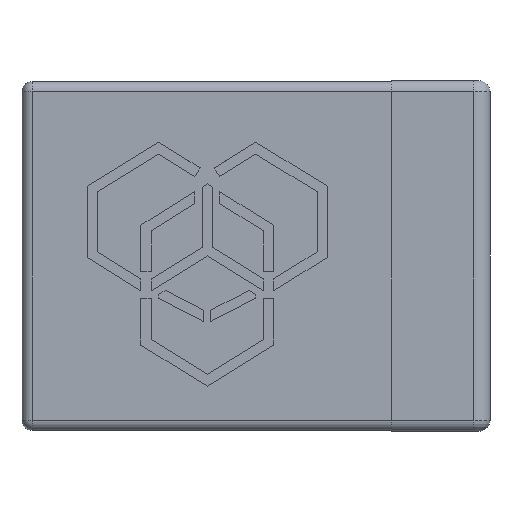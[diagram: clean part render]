
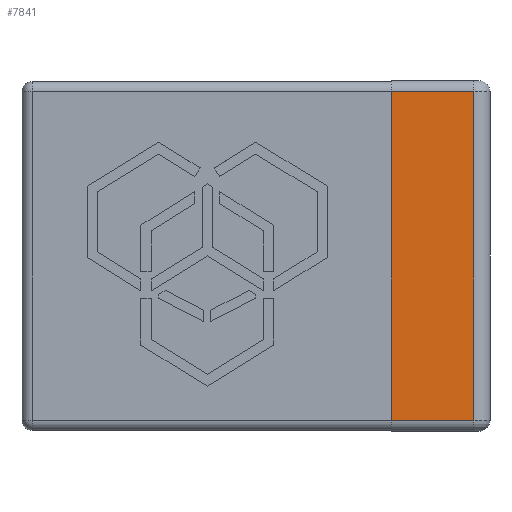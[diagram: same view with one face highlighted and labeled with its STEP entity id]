
A CAD part, top view. The second image highlights one B-rep face of the part: STEP entity #7841.
In plain terms, the highlighted planar face has unit normal (0, 0, 1).
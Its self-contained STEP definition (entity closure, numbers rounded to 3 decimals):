
#1106 = PLANE('',#1107);
#1107 = AXIS2_PLACEMENT_3D('',#1108,#1109,#1110);
#1108 = CARTESIAN_POINT('',(13.2,16.,7.5));
#1109 = DIRECTION('',(-1.,0.,0.));
#1110 = DIRECTION('',(0.,1.,0.));
#3722 = VERTEX_POINT('',#3723);
#3723 = CARTESIAN_POINT('',(13.2,-16.,9.6));
#3738 = CYLINDRICAL_SURFACE('',#3739,1.1);
#3739 = AXIS2_PLACEMENT_3D('',#3740,#3741,#3742);
#3740 = CARTESIAN_POINT('',(21.2,-16.,8.5));
#3741 = DIRECTION('',(-1.,0.,0.));
#3742 = DIRECTION('',(0.,1.,0.));
#3772 = EDGE_CURVE('',#3722,#3773,#3775,.T.);
#3773 = VERTEX_POINT('',#3774);
#3774 = CARTESIAN_POINT('',(13.2,16.,9.6));
#3775 = SURFACE_CURVE('',#3776,(#3780,#3787),.PCURVE_S1.);
#3776 = LINE('',#3777,#3778);
#3777 = CARTESIAN_POINT('',(13.2,-16.,9.6));
#3778 = VECTOR('',#3779,1.);
#3779 = DIRECTION('',(0.,1.,0.));
#3780 = PCURVE('',#1106,#3781);
#3781 = DEFINITIONAL_REPRESENTATION('',(#3782),#3786);
#3782 = LINE('',#3783,#3784);
#3783 = CARTESIAN_POINT('',(-32.,-2.1));
#3784 = VECTOR('',#3785,1.);
#3785 = DIRECTION('',(1.,0.));
#3786 = ( GEOMETRIC_REPRESENTATION_CONTEXT(2) 
PARAMETRIC_REPRESENTATION_CONTEXT() REPRESENTATION_CONTEXT('2D SPACE',''
  ) );
#3787 = PCURVE('',#3788,#3793);
#3788 = PLANE('',#3789);
#3789 = AXIS2_PLACEMENT_3D('',#3790,#3791,#3792);
#3790 = CARTESIAN_POINT('',(21.2,-16.,9.6));
#3791 = DIRECTION('',(0.,0.,1.));
#3792 = DIRECTION('',(0.,1.,0.));
#3793 = DEFINITIONAL_REPRESENTATION('',(#3794),#3798);
#3794 = LINE('',#3795,#3796);
#3795 = CARTESIAN_POINT('',(0.,8.));
#3796 = VECTOR('',#3797,1.);
#3797 = DIRECTION('',(1.,0.));
#3798 = ( GEOMETRIC_REPRESENTATION_CONTEXT(2) 
PARAMETRIC_REPRESENTATION_CONTEXT() REPRESENTATION_CONTEXT('2D SPACE',''
  ) );
#3817 = CYLINDRICAL_SURFACE('',#3818,1.1);
#3818 = AXIS2_PLACEMENT_3D('',#3819,#3820,#3821);
#3819 = CARTESIAN_POINT('',(21.2,16.,8.5));
#3820 = DIRECTION('',(-1.,0.,0.));
#3821 = DIRECTION('',(0.,1.,0.));
#7467 = CYLINDRICAL_SURFACE('',#7468,1.6);
#7468 = AXIS2_PLACEMENT_3D('',#7469,#7470,#7471);
#7469 = CARTESIAN_POINT('',(21.2,17.1,8.));
#7470 = DIRECTION('',(0.,-1.,0.));
#7471 = DIRECTION('',(-1.,0.,0.));
#7526 = EDGE_CURVE('',#7527,#3773,#7529,.T.);
#7527 = VERTEX_POINT('',#7528);
#7528 = CARTESIAN_POINT('',(21.2,16.,9.6));
#7529 = SURFACE_CURVE('',#7530,(#7534,#7563),.PCURVE_S1.);
#7530 = LINE('',#7531,#7532);
#7531 = CARTESIAN_POINT('',(21.2,16.,9.6));
#7532 = VECTOR('',#7533,1.);
#7533 = DIRECTION('',(-1.,0.,0.));
#7534 = PCURVE('',#3817,#7535);
#7535 = DEFINITIONAL_REPRESENTATION('',(#7536),#7562);
#7536 = B_SPLINE_CURVE_WITH_KNOTS('',3,(#7537,#7538,#7539,#7540,#7541,
    #7542,#7543,#7544,#7545,#7546,#7547,#7548,#7549,#7550,#7551,#7552,
    #7553,#7554,#7555,#7556,#7557,#7558,#7559,#7560,#7561),
  .UNSPECIFIED.,.F.,.F.,(4,1,1,1,1,1,1,1,1,1,1,1,1,1,1,1,1,1,1,1,1,1,4),
  (0.,0.364,0.727,1.091,1.455,
    1.818,2.182,2.545,2.909,
    3.273,3.636,4.,4.364,4.727,
    5.091,5.455,5.818,6.182,
    6.545,6.909,7.273,7.636,8.),
  .UNSPECIFIED.);
#7537 = CARTESIAN_POINT('',(4.712,0.));
#7538 = CARTESIAN_POINT('',(4.712,0.121));
#7539 = CARTESIAN_POINT('',(4.712,0.364));
#7540 = CARTESIAN_POINT('',(4.712,0.727));
#7541 = CARTESIAN_POINT('',(4.712,1.091));
#7542 = CARTESIAN_POINT('',(4.712,1.455));
#7543 = CARTESIAN_POINT('',(4.712,1.818));
#7544 = CARTESIAN_POINT('',(4.712,2.182));
#7545 = CARTESIAN_POINT('',(4.712,2.545));
#7546 = CARTESIAN_POINT('',(4.712,2.909));
#7547 = CARTESIAN_POINT('',(4.712,3.273));
#7548 = CARTESIAN_POINT('',(4.712,3.636));
#7549 = CARTESIAN_POINT('',(4.712,4.));
#7550 = CARTESIAN_POINT('',(4.712,4.364));
#7551 = CARTESIAN_POINT('',(4.712,4.727));
#7552 = CARTESIAN_POINT('',(4.712,5.091));
#7553 = CARTESIAN_POINT('',(4.712,5.455));
#7554 = CARTESIAN_POINT('',(4.712,5.818));
#7555 = CARTESIAN_POINT('',(4.712,6.182));
#7556 = CARTESIAN_POINT('',(4.712,6.545));
#7557 = CARTESIAN_POINT('',(4.712,6.909));
#7558 = CARTESIAN_POINT('',(4.712,7.273));
#7559 = CARTESIAN_POINT('',(4.712,7.636));
#7560 = CARTESIAN_POINT('',(4.712,7.879));
#7561 = CARTESIAN_POINT('',(4.712,8.));
#7562 = ( GEOMETRIC_REPRESENTATION_CONTEXT(2) 
PARAMETRIC_REPRESENTATION_CONTEXT() REPRESENTATION_CONTEXT('2D SPACE',''
  ) );
#7563 = PCURVE('',#3788,#7564);
#7564 = DEFINITIONAL_REPRESENTATION('',(#7565),#7569);
#7565 = LINE('',#7566,#7567);
#7566 = CARTESIAN_POINT('',(32.,0.));
#7567 = VECTOR('',#7568,1.);
#7568 = DIRECTION('',(0.,1.));
#7569 = ( GEOMETRIC_REPRESENTATION_CONTEXT(2) 
PARAMETRIC_REPRESENTATION_CONTEXT() REPRESENTATION_CONTEXT('2D SPACE',''
  ) );
#7841 = ADVANCED_FACE('',(#7842),#3788,.T.);
#7842 = FACE_BOUND('',#7843,.T.);
#7843 = EDGE_LOOP('',(#7844,#7845,#7890,#7911));
#7844 = ORIENTED_EDGE('',*,*,#3772,.F.);
#7845 = ORIENTED_EDGE('',*,*,#7846,.F.);
#7846 = EDGE_CURVE('',#7847,#3722,#7849,.T.);
#7847 = VERTEX_POINT('',#7848);
#7848 = CARTESIAN_POINT('',(21.2,-16.,9.6));
#7849 = SURFACE_CURVE('',#7850,(#7854,#7861),.PCURVE_S1.);
#7850 = LINE('',#7851,#7852);
#7851 = CARTESIAN_POINT('',(21.2,-16.,9.6));
#7852 = VECTOR('',#7853,1.);
#7853 = DIRECTION('',(-1.,0.,0.));
#7854 = PCURVE('',#3788,#7855);
#7855 = DEFINITIONAL_REPRESENTATION('',(#7856),#7860);
#7856 = LINE('',#7857,#7858);
#7857 = CARTESIAN_POINT('',(0.,0.));
#7858 = VECTOR('',#7859,1.);
#7859 = DIRECTION('',(0.,1.));
#7860 = ( GEOMETRIC_REPRESENTATION_CONTEXT(2) 
PARAMETRIC_REPRESENTATION_CONTEXT() REPRESENTATION_CONTEXT('2D SPACE',''
  ) );
#7861 = PCURVE('',#3738,#7862);
#7862 = DEFINITIONAL_REPRESENTATION('',(#7863),#7889);
#7863 = B_SPLINE_CURVE_WITH_KNOTS('',3,(#7864,#7865,#7866,#7867,#7868,
    #7869,#7870,#7871,#7872,#7873,#7874,#7875,#7876,#7877,#7878,#7879,
    #7880,#7881,#7882,#7883,#7884,#7885,#7886,#7887,#7888),
  .UNSPECIFIED.,.F.,.F.,(4,1,1,1,1,1,1,1,1,1,1,1,1,1,1,1,1,1,1,1,1,1,4),
  (0.,0.364,0.727,1.091,1.455,
    1.818,2.182,2.545,2.909,
    3.273,3.636,4.,4.364,4.727,
    5.091,5.455,5.818,6.182,
    6.545,6.909,7.273,7.636,8.),
  .UNSPECIFIED.);
#7864 = CARTESIAN_POINT('',(4.712,0.));
#7865 = CARTESIAN_POINT('',(4.712,0.121));
#7866 = CARTESIAN_POINT('',(4.712,0.364));
#7867 = CARTESIAN_POINT('',(4.712,0.727));
#7868 = CARTESIAN_POINT('',(4.712,1.091));
#7869 = CARTESIAN_POINT('',(4.712,1.455));
#7870 = CARTESIAN_POINT('',(4.712,1.818));
#7871 = CARTESIAN_POINT('',(4.712,2.182));
#7872 = CARTESIAN_POINT('',(4.712,2.545));
#7873 = CARTESIAN_POINT('',(4.712,2.909));
#7874 = CARTESIAN_POINT('',(4.712,3.273));
#7875 = CARTESIAN_POINT('',(4.712,3.636));
#7876 = CARTESIAN_POINT('',(4.712,4.));
#7877 = CARTESIAN_POINT('',(4.712,4.364));
#7878 = CARTESIAN_POINT('',(4.712,4.727));
#7879 = CARTESIAN_POINT('',(4.712,5.091));
#7880 = CARTESIAN_POINT('',(4.712,5.455));
#7881 = CARTESIAN_POINT('',(4.712,5.818));
#7882 = CARTESIAN_POINT('',(4.712,6.182));
#7883 = CARTESIAN_POINT('',(4.712,6.545));
#7884 = CARTESIAN_POINT('',(4.712,6.909));
#7885 = CARTESIAN_POINT('',(4.712,7.273));
#7886 = CARTESIAN_POINT('',(4.712,7.636));
#7887 = CARTESIAN_POINT('',(4.712,7.879));
#7888 = CARTESIAN_POINT('',(4.712,8.));
#7889 = ( GEOMETRIC_REPRESENTATION_CONTEXT(2) 
PARAMETRIC_REPRESENTATION_CONTEXT() REPRESENTATION_CONTEXT('2D SPACE',''
  ) );
#7890 = ORIENTED_EDGE('',*,*,#7891,.T.);
#7891 = EDGE_CURVE('',#7847,#7527,#7892,.T.);
#7892 = SURFACE_CURVE('',#7893,(#7897,#7904),.PCURVE_S1.);
#7893 = LINE('',#7894,#7895);
#7894 = CARTESIAN_POINT('',(21.2,-16.,9.6));
#7895 = VECTOR('',#7896,1.);
#7896 = DIRECTION('',(0.,1.,0.));
#7897 = PCURVE('',#3788,#7898);
#7898 = DEFINITIONAL_REPRESENTATION('',(#7899),#7903);
#7899 = LINE('',#7900,#7901);
#7900 = CARTESIAN_POINT('',(0.,0.));
#7901 = VECTOR('',#7902,1.);
#7902 = DIRECTION('',(1.,0.));
#7903 = ( GEOMETRIC_REPRESENTATION_CONTEXT(2) 
PARAMETRIC_REPRESENTATION_CONTEXT() REPRESENTATION_CONTEXT('2D SPACE',''
  ) );
#7904 = PCURVE('',#7467,#7905);
#7905 = DEFINITIONAL_REPRESENTATION('',(#7906),#7910);
#7906 = LINE('',#7907,#7908);
#7907 = CARTESIAN_POINT('',(4.712,33.1));
#7908 = VECTOR('',#7909,1.);
#7909 = DIRECTION('',(0.,-1.));
#7910 = ( GEOMETRIC_REPRESENTATION_CONTEXT(2) 
PARAMETRIC_REPRESENTATION_CONTEXT() REPRESENTATION_CONTEXT('2D SPACE',''
  ) );
#7911 = ORIENTED_EDGE('',*,*,#7526,.T.);
